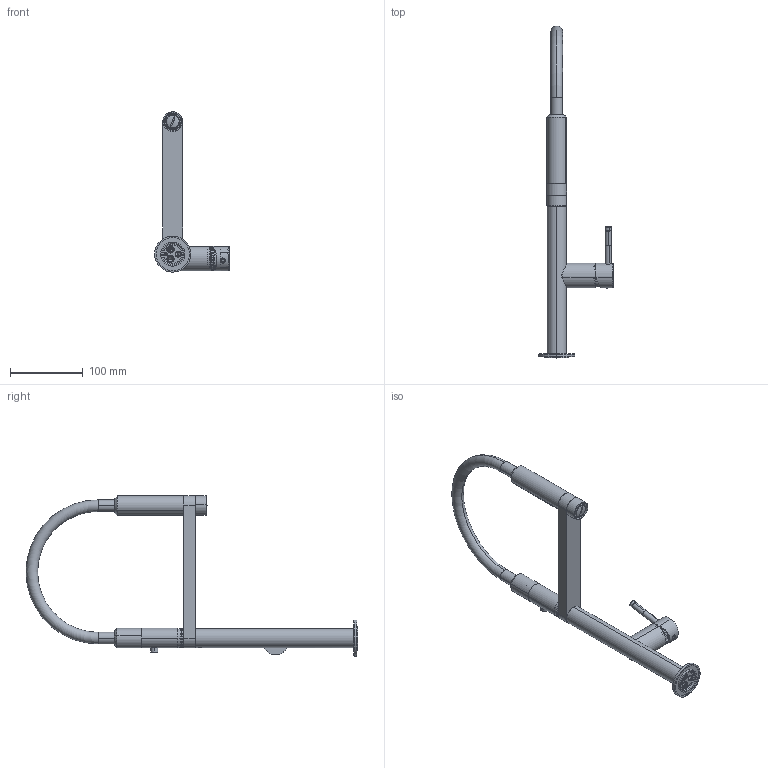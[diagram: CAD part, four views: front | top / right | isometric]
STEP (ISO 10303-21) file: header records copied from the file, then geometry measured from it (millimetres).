
FILE_DESCRIPTION(('STEP AP214'),'1');
FILE_NAME('comp_MOVE92400_50-.stp','2017-06-19T12:59:54',('3D-Tool'),(' '),'Spatial InterOp 3D',' ',' ');
FILE_SCHEMA(('AUTOMOTIVE_DESIGN { 1 0 10303 214 1 1 1 1 }'));
Length unit declared in the file: millimetre
Products named in the file (28): comp_MOVE92400_50-; anello_base_92043_000; canna_move_guaina; aeratore_con_guarnizione_M24x1_V_COIN_SLOT_82711_000; anello_Ø27_aeratore_M24x1_lavello_move_92104; ghiera_M18x1_deviatore_move_92103; corpo_deviatore_industriale_lavello_move_92102; doccetta_spray_MOVE_completa_ADOCC00142_158; inserto_M16x1_magnete_doccetta_move_92112; anello_14.5x0.3_92119; molla_pulsante_doccetta_move_92114; corpo_doccia_side_spray_MOVE_PDOCC00142_158; calotta_G1-2-M24x1_flex_lavello_move_92108; canotto_Ø27_M24x1_doccetta_move_92107; guaina_silicone_nero_lavello_move_92106; flex_M12x1_girevole_cartella_G1_2_L410_DN6 silicone_move_92105; canotto_Ø27_M16x1_lavello_move_92101; canna_fusa_lavello_move_92100; boccola_coprimagnete_canna_lavello_move_92110; inserto_porta_oring_canna_move_92111; corpo_lavello_guarn_sagomata_92040_000; anello_contenitore_cart_92041_000; ghiera_cartuccia_92011_000; coprighiera_lavello_Ø34_92010_000; guaina_silicone_nero_pomolo_move_92117; pomolo_lavello_guaina_move_92116; corpo_leva_Ø34_92002_000; tappino_copriforo_cromato_piatto_38007_000
Assembly tree (27 placements, depth 4):
  comp_MOVE92400_50-
    anello_base_92043_000
    canna_move_guaina
      aeratore_con_guarnizione_M24x1_V_COIN_SLOT_82711_000
      anello_Ø27_aeratore_M24x1_lavello_move_92104
      ghiera_M18x1_deviatore_move_92103
      corpo_deviatore_industriale_lavello_move_92102
      doccetta_spray_MOVE_completa_ADOCC00142_158
        inserto_M16x1_magnete_doccetta_move_92112
        anello_14.5x0.3_92119
        molla_pulsante_doccetta_move_92114
        corpo_doccia_side_spray_MOVE_PDOCC00142_158
      calotta_G1-2-M24x1_flex_lavello_move_92108
      canotto_Ø27_M24x1_doccetta_move_92107
      guaina_silicone_nero_lavello_move_92106
      flex_M12x1_girevole_cartella_G1_2_L410_DN6 silicone_move_92105
      canotto_Ø27_M16x1_lavello_move_92101
      canna_fusa_lavello_move_92100
      boccola_coprimagnete_canna_lavello_move_92110
      inserto_porta_oring_canna_move_92111
    corpo_lavello_guarn_sagomata_92040_000
    anello_contenitore_cart_92041_000
    ghiera_cartuccia_92011_000
    coprighiera_lavello_Ø34_92010_000
    guaina_silicone_nero_pomolo_move_92117
    pomolo_lavello_guaina_move_92116
    corpo_leva_Ø34_92002_000
    tappino_copriforo_cromato_piatto_38007_000
Bounding box: 102.9 x 457.25 x 220.9 mm (x, y, z)
Volume: 300434.9 mm3; surface area: 195542 mm2
Topology: 25 solids, 25 shells, 1677 faces, 4037 edges, 2520 vertices
Faces by surface type: cylinder 689, plane 548, cone 300, torus 136, bspline 2, sphere 2
Entity records: 70757 total; most frequent: CARTESIAN_POINT 13298, DIRECTION 9120, ORIENTED_EDGE 8018, EDGE_CURVE 4009, AXIS2_PLACEMENT_3D 3634, VERTEX_POINT 2520, CIRCLE 1923, EDGE_LOOP 1873
